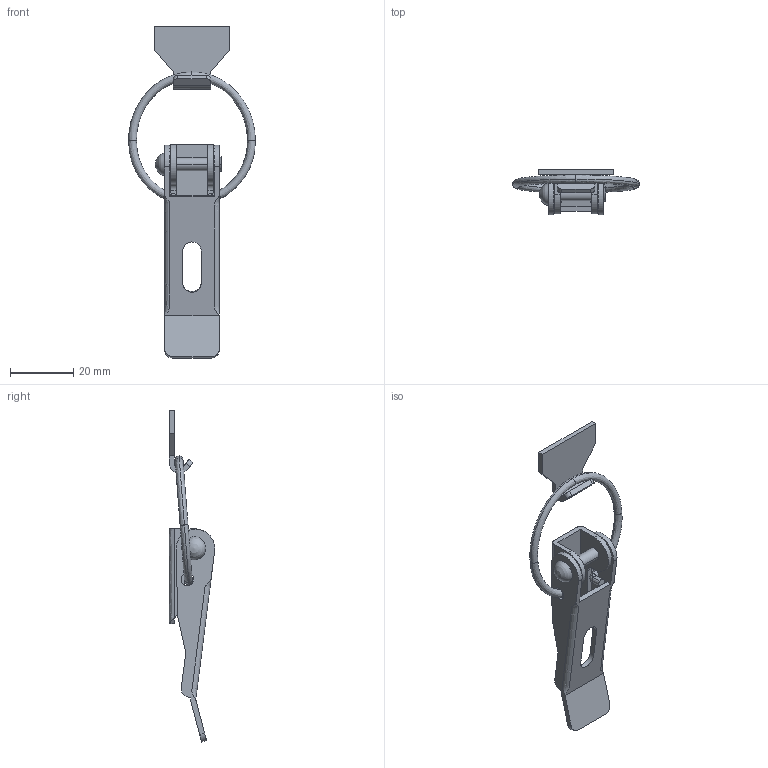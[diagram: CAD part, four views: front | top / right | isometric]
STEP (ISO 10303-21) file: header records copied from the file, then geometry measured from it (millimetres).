
FILE_DESCRIPTION((''),'2;1');
FILE_NAME('','2008-05-01T17:23:04',(''),(''),'','CADfix','');
FILE_SCHEMA(('AUTOMOTIVE_DESIGN { 1 0 10303 214 1 1 1 1 }'));
Length unit declared in the file: millimetre
Bounding box: 39.99 x 14.4 x 104.88 mm (x, y, z)
Volume: 5082.6 mm3; surface area: 7394.7 mm2
Topology: 5 solids, 5 shells, 112 faces, 319 edges, 214 vertices
Faces by surface type: bspline 112
Entity records: 6528 total; most frequent: CARTESIAN_POINT 4620, ORIENTED_EDGE 630, EDGE_CURVE 315, VERTEX_POINT 214, QUASI_UNIFORM_CURVE 155, EDGE_LOOP 127, FACE_OUTER_BOUND 112, ADVANCED_FACE 112
